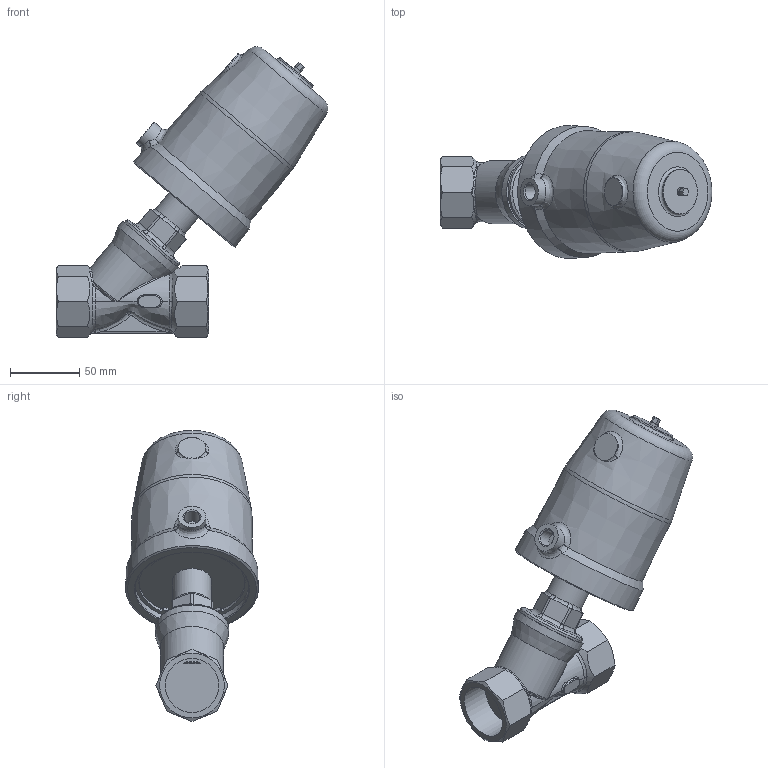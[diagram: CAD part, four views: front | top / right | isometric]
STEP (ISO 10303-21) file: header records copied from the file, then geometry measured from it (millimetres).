
FILE_DESCRIPTION( ( 'Unknown' ), '1' );
FILE_NAME( '7010-032V102021---H-S---J.stp', 'Unknown', ( 'Unknown' ), ( 'Unknown' ), 'PSStep 17.0.49', 'Unknown', ' ' );
FILE_SCHEMA( ( 'AUTOMOTIVE_DESIGN { 1 0 10303 214 1 1 1 1 }' ) );
Length unit declared in the file: millimetre
Products named in the file (4): Assem1; DN32 Gewinde; Kopfstück DN32; Kolbenantrieb D80-NC-AufZu
Assembly tree (3 placements, depth 2):
  Assem1
    DN32 Gewinde
    Kopfstück DN32
    Kolbenantrieb D80-NC-AufZu
Bounding box: 196.14 x 95.86 x 209.96 mm (x, y, z)
Volume: 883494.9 mm3; surface area: 85836 mm2
Topology: 3 solids, 3 shells, 226 faces, 544 edges, 335 vertices
Faces by surface type: bspline 66, plane 65, cylinder 49, cone 26, torus 16, sphere 4
Full cylindrical faces by diameter (mm): 2.5 x2, 5 x1, 6 x1, 11.45 x1, 20 x1, 28 x1, 32 x1, 38.95 x2, 50 x1, 50.5 x1, 82.1 x1
Entity records: 24489 total; most frequent: CARTESIAN_POINT 18160, ORIENTED_EDGE 1004, DIRECTION 770, EDGE_CURVE 502, AXIS2_PLACEMENT_3D 333, VERTEX_POINT 321, EDGE_LOOP 265, FACE_OUTER_BOUND 243
